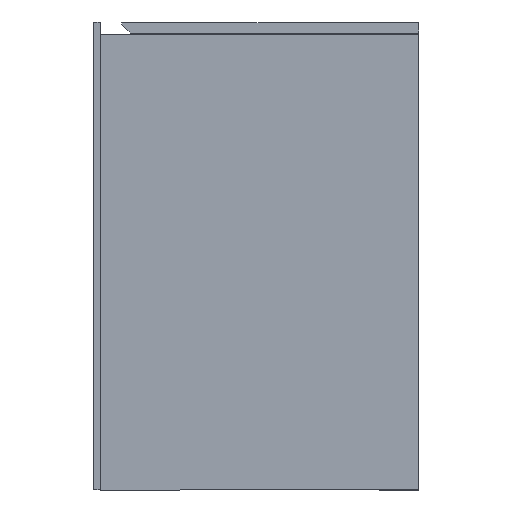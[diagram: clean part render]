
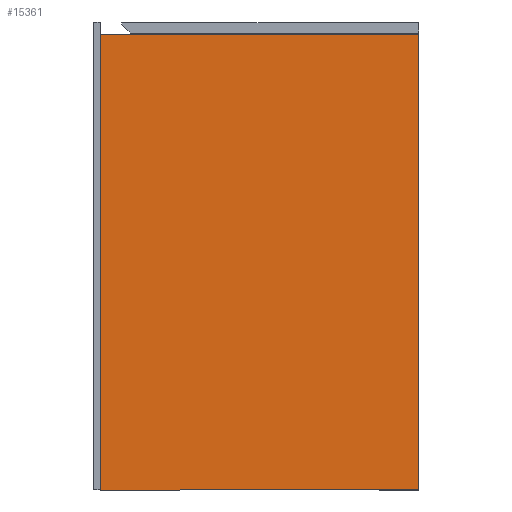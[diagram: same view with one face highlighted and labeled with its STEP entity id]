
A CAD part, left-side view. The second image highlights one B-rep face of the part: STEP entity #15361.
In plain terms, the highlighted planar face has unit normal (-1, 0, 0).
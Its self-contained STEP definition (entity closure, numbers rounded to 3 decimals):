
#3101 = EDGE_CURVE ( 'NONE', #46598, #19366, #20131, .T. ) ;
#3371 = VECTOR ( 'NONE', #55809, 1000. ) ;
#3669 = DIRECTION ( 'NONE',  ( 1., 0., 0. ) ) ;
#4545 = VECTOR ( 'NONE', #6641, 1000. ) ;
#6641 = DIRECTION ( 'NONE',  ( 0., -1., 0. ) ) ;
#8140 = FACE_OUTER_BOUND ( 'NONE', #39222, .T. ) ;
#15361 = ADVANCED_FACE ( 'NONE', ( #8140 ), #26266, .F. ) ;
#16387 = DIRECTION ( 'NONE',  ( 0., 0., 1. ) ) ;
#18389 = CARTESIAN_POINT ( 'NONE',  ( 2., 374., -15. ) ) ;
#19366 = VERTEX_POINT ( 'NONE', #51592 ) ;
#19543 = DIRECTION ( 'NONE',  ( 0., 0., 1. ) ) ;
#19552 = LINE ( 'NONE', #37679, #3371 ) ;
#19840 = CARTESIAN_POINT ( 'NONE',  ( 2., 0., -550. ) ) ;
#20131 = LINE ( 'NONE', #19840, #38754 ) ;
#20514 = AXIS2_PLACEMENT_3D ( 'NONE', #44397, #3669, #21822 ) ;
#21822 = DIRECTION ( 'NONE',  ( 0., 0., -1. ) ) ;
#24110 = EDGE_CURVE ( 'NONE', #58559, #27034, #29481, .T. ) ;
#26266 = PLANE ( 'NONE',  #20514 ) ;
#27034 = VERTEX_POINT ( 'NONE', #18389 ) ;
#28058 = EDGE_CURVE ( 'NONE', #58559, #46598, #19552, .T. ) ;
#29237 = LINE ( 'NONE', #47364, #4545 ) ;
#29481 = LINE ( 'NONE', #57115, #37778 ) ;
#37347 = ORIENTED_EDGE ( 'NONE', *, *, #42627, .F. ) ;
#37679 = CARTESIAN_POINT ( 'NONE',  ( 2., 909.337, -550. ) ) ;
#37778 = VECTOR ( 'NONE', #16387, 1000. ) ;
#38754 = VECTOR ( 'NONE', #19543, 1000. ) ;
#39222 = EDGE_LOOP ( 'NONE', ( #53727, #56644, #39475, #37347 ) ) ;
#39475 = ORIENTED_EDGE ( 'NONE', *, *, #3101, .T. ) ;
#42627 = EDGE_CURVE ( 'NONE', #27034, #19366, #29237, .T. ) ;
#44397 = CARTESIAN_POINT ( 'NONE',  ( 2., 909.337, -550. ) ) ;
#45489 = CARTESIAN_POINT ( 'NONE',  ( 2., 374., -550. ) ) ;
#46598 = VERTEX_POINT ( 'NONE', #52939 ) ;
#47364 = CARTESIAN_POINT ( 'NONE',  ( 2., 909.337, -15. ) ) ;
#51592 = CARTESIAN_POINT ( 'NONE',  ( 2., 0., -15. ) ) ;
#52939 = CARTESIAN_POINT ( 'NONE',  ( 2., 0., -550. ) ) ;
#53727 = ORIENTED_EDGE ( 'NONE', *, *, #24110, .F. ) ;
#55809 = DIRECTION ( 'NONE',  ( 0., -1., 0. ) ) ;
#56644 = ORIENTED_EDGE ( 'NONE', *, *, #28058, .T. ) ;
#57115 = CARTESIAN_POINT ( 'NONE',  ( 2., 374., -550. ) ) ;
#58559 = VERTEX_POINT ( 'NONE', #45489 ) ;
